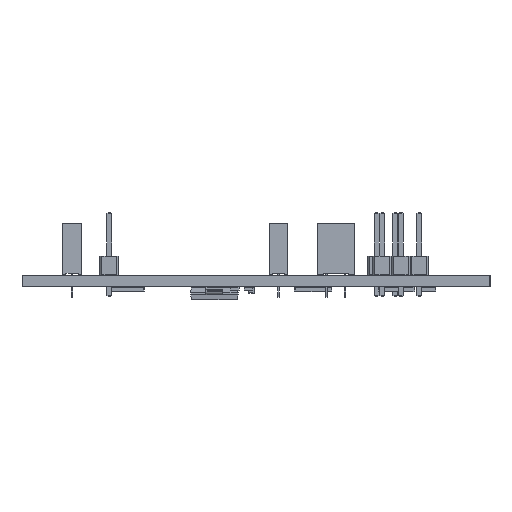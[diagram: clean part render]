
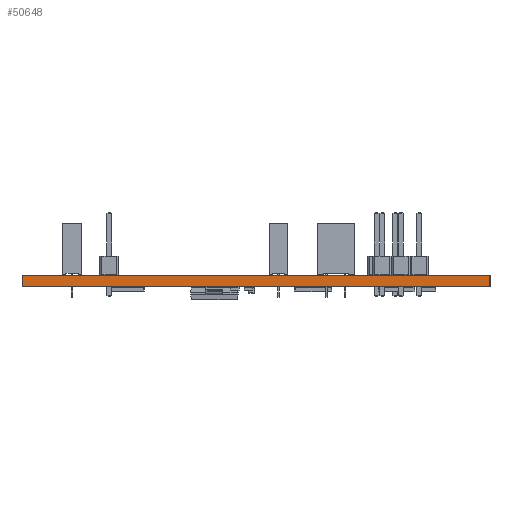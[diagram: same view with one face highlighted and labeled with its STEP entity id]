
A CAD part, left-side view. The second image highlights one B-rep face of the part: STEP entity #50648.
In plain terms, the highlighted planar face has unit normal (-1, 0, 0).
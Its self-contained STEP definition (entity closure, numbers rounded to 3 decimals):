
#50648 = ADVANCED_FACE('',(#50649),#50663,.T.);
#50649 = FACE_BOUND('',#50650,.T.);
#50650 = EDGE_LOOP('',(#50651,#50686,#50714,#50742));
#50651 = ORIENTED_EDGE('',*,*,#50652,.T.);
#50652 = EDGE_CURVE('',#50653,#50655,#50657,.T.);
#50653 = VERTEX_POINT('',#50654);
#50654 = CARTESIAN_POINT('',(15.494,-135.89,0.));
#50655 = VERTEX_POINT('',#50656);
#50656 = CARTESIAN_POINT('',(15.494,-135.89,1.6));
#50657 = SURFACE_CURVE('',#50658,(#50662,#50674),.PCURVE_S1.);
#50658 = LINE('',#50659,#50660);
#50659 = CARTESIAN_POINT('',(15.494,-135.89,0.));
#50660 = VECTOR('',#50661,1.);
#50661 = DIRECTION('',(0.,0.,1.));
#50662 = PCURVE('',#50663,#50668);
#50663 = PLANE('',#50664);
#50664 = AXIS2_PLACEMENT_3D('',#50665,#50666,#50667);
#50665 = CARTESIAN_POINT('',(15.494,-135.89,0.));
#50666 = DIRECTION('',(-1.,0.,0.));
#50667 = DIRECTION('',(0.,1.,0.));
#50668 = DEFINITIONAL_REPRESENTATION('',(#50669),#50673);
#50669 = LINE('',#50670,#50671);
#50670 = CARTESIAN_POINT('',(0.,0.));
#50671 = VECTOR('',#50672,1.);
#50672 = DIRECTION('',(0.,-1.));
#50673 = ( GEOMETRIC_REPRESENTATION_CONTEXT(2) 
PARAMETRIC_REPRESENTATION_CONTEXT() REPRESENTATION_CONTEXT('2D SPACE',''
  ) );
#50674 = PCURVE('',#50675,#50680);
#50675 = PLANE('',#50676);
#50676 = AXIS2_PLACEMENT_3D('',#50677,#50678,#50679);
#50677 = CARTESIAN_POINT('',(93.726,-135.89,0.));
#50678 = DIRECTION('',(0.,-1.,0.));
#50679 = DIRECTION('',(-1.,0.,0.));
#50680 = DEFINITIONAL_REPRESENTATION('',(#50681),#50685);
#50681 = LINE('',#50682,#50683);
#50682 = CARTESIAN_POINT('',(78.232,0.));
#50683 = VECTOR('',#50684,1.);
#50684 = DIRECTION('',(0.,-1.));
#50685 = ( GEOMETRIC_REPRESENTATION_CONTEXT(2) 
PARAMETRIC_REPRESENTATION_CONTEXT() REPRESENTATION_CONTEXT('2D SPACE',''
  ) );
#50686 = ORIENTED_EDGE('',*,*,#50687,.T.);
#50687 = EDGE_CURVE('',#50655,#50688,#50690,.T.);
#50688 = VERTEX_POINT('',#50689);
#50689 = CARTESIAN_POINT('',(15.494,-71.882,1.6));
#50690 = SURFACE_CURVE('',#50691,(#50695,#50702),.PCURVE_S1.);
#50691 = LINE('',#50692,#50693);
#50692 = CARTESIAN_POINT('',(15.494,-135.89,1.6));
#50693 = VECTOR('',#50694,1.);
#50694 = DIRECTION('',(0.,1.,0.));
#50695 = PCURVE('',#50663,#50696);
#50696 = DEFINITIONAL_REPRESENTATION('',(#50697),#50701);
#50697 = LINE('',#50698,#50699);
#50698 = CARTESIAN_POINT('',(0.,-1.6));
#50699 = VECTOR('',#50700,1.);
#50700 = DIRECTION('',(1.,0.));
#50701 = ( GEOMETRIC_REPRESENTATION_CONTEXT(2) 
PARAMETRIC_REPRESENTATION_CONTEXT() REPRESENTATION_CONTEXT('2D SPACE',''
  ) );
#50702 = PCURVE('',#50703,#50708);
#50703 = PLANE('',#50704);
#50704 = AXIS2_PLACEMENT_3D('',#50705,#50706,#50707);
#50705 = CARTESIAN_POINT('',(54.61,-103.886,1.6));
#50706 = DIRECTION('',(-0.,-0.,-1.));
#50707 = DIRECTION('',(-1.,0.,0.));
#50708 = DEFINITIONAL_REPRESENTATION('',(#50709),#50713);
#50709 = LINE('',#50710,#50711);
#50710 = CARTESIAN_POINT('',(39.116,-32.004));
#50711 = VECTOR('',#50712,1.);
#50712 = DIRECTION('',(0.,1.));
#50713 = ( GEOMETRIC_REPRESENTATION_CONTEXT(2) 
PARAMETRIC_REPRESENTATION_CONTEXT() REPRESENTATION_CONTEXT('2D SPACE',''
  ) );
#50714 = ORIENTED_EDGE('',*,*,#50715,.F.);
#50715 = EDGE_CURVE('',#50716,#50688,#50718,.T.);
#50716 = VERTEX_POINT('',#50717);
#50717 = CARTESIAN_POINT('',(15.494,-71.882,0.));
#50718 = SURFACE_CURVE('',#50719,(#50723,#50730),.PCURVE_S1.);
#50719 = LINE('',#50720,#50721);
#50720 = CARTESIAN_POINT('',(15.494,-71.882,0.));
#50721 = VECTOR('',#50722,1.);
#50722 = DIRECTION('',(0.,0.,1.));
#50723 = PCURVE('',#50663,#50724);
#50724 = DEFINITIONAL_REPRESENTATION('',(#50725),#50729);
#50725 = LINE('',#50726,#50727);
#50726 = CARTESIAN_POINT('',(64.008,0.));
#50727 = VECTOR('',#50728,1.);
#50728 = DIRECTION('',(0.,-1.));
#50729 = ( GEOMETRIC_REPRESENTATION_CONTEXT(2) 
PARAMETRIC_REPRESENTATION_CONTEXT() REPRESENTATION_CONTEXT('2D SPACE',''
  ) );
#50730 = PCURVE('',#50731,#50736);
#50731 = PLANE('',#50732);
#50732 = AXIS2_PLACEMENT_3D('',#50733,#50734,#50735);
#50733 = CARTESIAN_POINT('',(15.494,-71.882,0.));
#50734 = DIRECTION('',(0.,1.,0.));
#50735 = DIRECTION('',(1.,0.,0.));
#50736 = DEFINITIONAL_REPRESENTATION('',(#50737),#50741);
#50737 = LINE('',#50738,#50739);
#50738 = CARTESIAN_POINT('',(0.,0.));
#50739 = VECTOR('',#50740,1.);
#50740 = DIRECTION('',(0.,-1.));
#50741 = ( GEOMETRIC_REPRESENTATION_CONTEXT(2) 
PARAMETRIC_REPRESENTATION_CONTEXT() REPRESENTATION_CONTEXT('2D SPACE',''
  ) );
#50742 = ORIENTED_EDGE('',*,*,#50743,.F.);
#50743 = EDGE_CURVE('',#50653,#50716,#50744,.T.);
#50744 = SURFACE_CURVE('',#50745,(#50749,#50756),.PCURVE_S1.);
#50745 = LINE('',#50746,#50747);
#50746 = CARTESIAN_POINT('',(15.494,-135.89,0.));
#50747 = VECTOR('',#50748,1.);
#50748 = DIRECTION('',(0.,1.,0.));
#50749 = PCURVE('',#50663,#50750);
#50750 = DEFINITIONAL_REPRESENTATION('',(#50751),#50755);
#50751 = LINE('',#50752,#50753);
#50752 = CARTESIAN_POINT('',(0.,0.));
#50753 = VECTOR('',#50754,1.);
#50754 = DIRECTION('',(1.,0.));
#50755 = ( GEOMETRIC_REPRESENTATION_CONTEXT(2) 
PARAMETRIC_REPRESENTATION_CONTEXT() REPRESENTATION_CONTEXT('2D SPACE',''
  ) );
#50756 = PCURVE('',#50757,#50762);
#50757 = PLANE('',#50758);
#50758 = AXIS2_PLACEMENT_3D('',#50759,#50760,#50761);
#50759 = CARTESIAN_POINT('',(54.61,-103.886,0.));
#50760 = DIRECTION('',(-0.,-0.,-1.));
#50761 = DIRECTION('',(-1.,0.,0.));
#50762 = DEFINITIONAL_REPRESENTATION('',(#50763),#50767);
#50763 = LINE('',#50764,#50765);
#50764 = CARTESIAN_POINT('',(39.116,-32.004));
#50765 = VECTOR('',#50766,1.);
#50766 = DIRECTION('',(0.,1.));
#50767 = ( GEOMETRIC_REPRESENTATION_CONTEXT(2) 
PARAMETRIC_REPRESENTATION_CONTEXT() REPRESENTATION_CONTEXT('2D SPACE',''
  ) );
